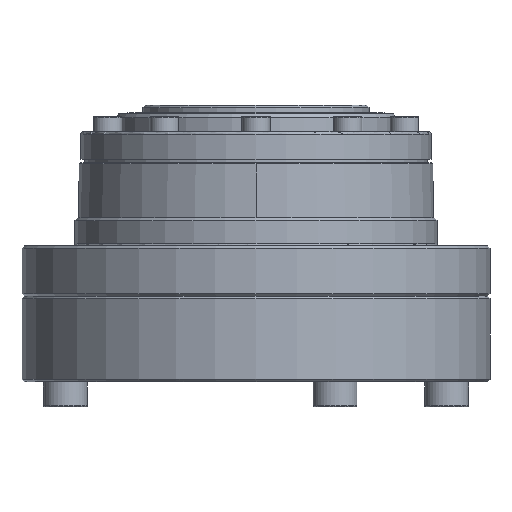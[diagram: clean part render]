
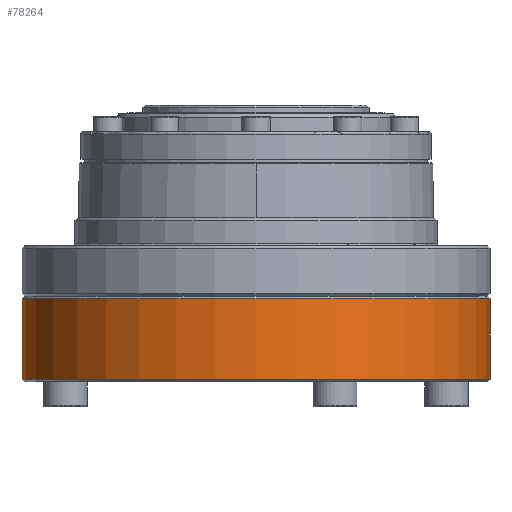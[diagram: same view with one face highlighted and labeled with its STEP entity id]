
A CAD part, front view. The second image highlights one B-rep face of the part: STEP entity #78264.
In plain terms, the highlighted cylindrical face has radius 46.5 mm (diameter 93 mm), a partial arc.
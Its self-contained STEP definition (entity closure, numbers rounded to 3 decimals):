
#5569 = AXIS2_PLACEMENT_3D ( 'NONE', #91478, #38094, #83877 ) ;
#9316 = CARTESIAN_POINT ( 'NONE',  ( -46.5, 0., -38.5 ) ) ;
#9605 = CIRCLE ( 'NONE', #26954, 46.5 ) ;
#10245 = DIRECTION ( 'NONE',  ( 0., 0., -1. ) ) ;
#13506 = EDGE_CURVE ( 'NONE', #64549, #17064, #95890, .T. ) ;
#15017 = VECTOR ( 'NONE', #21399, 1000. ) ;
#17064 = VERTEX_POINT ( 'NONE', #22924 ) ;
#21399 = DIRECTION ( 'NONE',  ( 0., 0., 1. ) ) ;
#22924 = CARTESIAN_POINT ( 'NONE',  ( -46.5, 0., -54.5 ) ) ;
#23636 = ORIENTED_EDGE ( 'NONE', *, *, #13506, .F. ) ;
#24317 = EDGE_CURVE ( 'NONE', #17064, #56330, #35028, .T. ) ;
#26954 = AXIS2_PLACEMENT_3D ( 'NONE', #44997, #51942, #97685 ) ;
#30930 = CARTESIAN_POINT ( 'NONE',  ( 46.5, 0., -38.5 ) ) ;
#35028 = LINE ( 'NONE', #81083, #15017 ) ;
#36786 = EDGE_LOOP ( 'NONE', ( #45834, #23636, #43181, #42274 ) ) ;
#38094 = DIRECTION ( 'NONE',  ( 0., 0., 1. ) ) ;
#41528 = CARTESIAN_POINT ( 'NONE',  ( 46.5, 0., 17. ) ) ;
#41685 = VERTEX_POINT ( 'NONE', #30930 ) ;
#42274 = ORIENTED_EDGE ( 'NONE', *, *, #65313, .T. ) ;
#43181 = ORIENTED_EDGE ( 'NONE', *, *, #45850, .T. ) ;
#43744 = LINE ( 'NONE', #41528, #93237 ) ;
#44997 = CARTESIAN_POINT ( 'NONE',  ( 0., 0., -38.5 ) ) ;
#45834 = ORIENTED_EDGE ( 'NONE', *, *, #24317, .F. ) ;
#45850 = EDGE_CURVE ( 'NONE', #64549, #41685, #43744, .T. ) ;
#51942 = DIRECTION ( 'NONE',  ( 0., 0., -1. ) ) ;
#51950 = CARTESIAN_POINT ( 'NONE',  ( 46.5, 0., -54.5 ) ) ;
#53838 = AXIS2_PLACEMENT_3D ( 'NONE', #70217, #10245, #63278 ) ;
#56330 = VERTEX_POINT ( 'NONE', #9316 ) ;
#63278 = DIRECTION ( 'NONE',  ( 1., 0., 0. ) ) ;
#64549 = VERTEX_POINT ( 'NONE', #51950 ) ;
#65313 = EDGE_CURVE ( 'NONE', #41685, #56330, #9605, .T. ) ;
#70217 = CARTESIAN_POINT ( 'NONE',  ( 0., 0., -54.5 ) ) ;
#75000 = FACE_OUTER_BOUND ( 'NONE', #36786, .T. ) ;
#78264 = ADVANCED_FACE ( 'NONE', ( #75000 ), #80868, .T. ) ;
#79484 = DIRECTION ( 'NONE',  ( 0., 0., 1. ) ) ;
#80868 = CYLINDRICAL_SURFACE ( 'NONE', #5569, 46.5 ) ;
#81083 = CARTESIAN_POINT ( 'NONE',  ( -46.5, 0., 17. ) ) ;
#83877 = DIRECTION ( 'NONE',  ( 1., 0., 0. ) ) ;
#91478 = CARTESIAN_POINT ( 'NONE',  ( 0., 0., 17. ) ) ;
#93237 = VECTOR ( 'NONE', #79484, 1000. ) ;
#95890 = CIRCLE ( 'NONE', #53838, 46.5 ) ;
#97685 = DIRECTION ( 'NONE',  ( 1., 0., 0. ) ) ;
